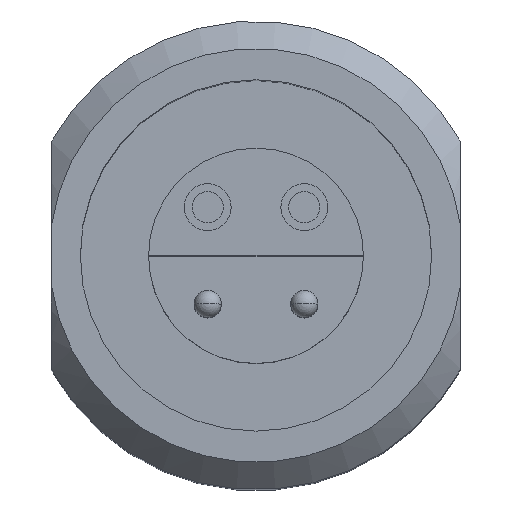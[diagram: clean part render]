
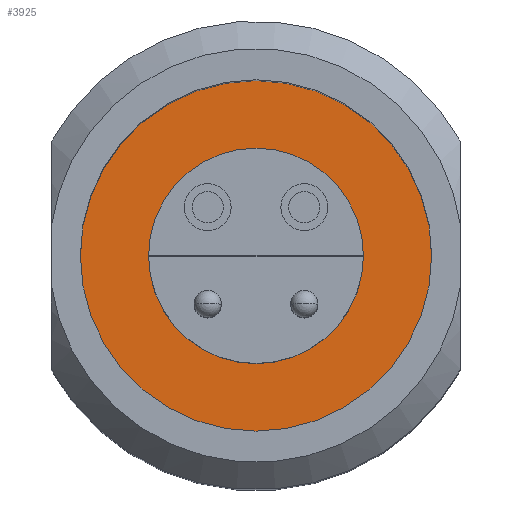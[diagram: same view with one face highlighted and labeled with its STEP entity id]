
A CAD part, top view. The second image highlights one B-rep face of the part: STEP entity #3925.
In plain terms, the highlighted planar face has unit normal (0, 0, 1).
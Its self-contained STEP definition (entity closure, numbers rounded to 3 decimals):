
#3857=CARTESIAN_POINT('',(4.5,0.0,7.));
#3858=VERTEX_POINT('',#3857);
#3874=CARTESIAN_POINT('',(-4.5,0.,7.));
#3875=VERTEX_POINT('',#3874);
#3882=CARTESIAN_POINT('',(0.0,0.0,7.));
#3883=DIRECTION('',(0.0,0.0,1.0));
#3884=DIRECTION('',(1.0,0.0,0.0));
#3885=AXIS2_PLACEMENT_3D('',#3882,#3883,#3884);
#3886=CIRCLE('',#3885,4.5);
#3887=EDGE_CURVE('',#3858,#3875,#3886,.T.);
#3898=CARTESIAN_POINT('',(0.0,0.0,7.));
#3899=DIRECTION('',(0.0,0.0,1.0));
#3900=DIRECTION('',(1.0,0.0,0.0));
#3901=AXIS2_PLACEMENT_3D('',#3898,#3899,#3900);
#3902=CIRCLE('',#3901,4.5);
#3903=EDGE_CURVE('',#3875,#3858,#3902,.T.);
#3916=CARTESIAN_POINT('',(0.0,0.0,7.));
#3917=DIRECTION('',(0.0,0.0,1.0));
#3918=DIRECTION('',(1.0,0.0,0.0));
#3919=AXIS2_PLACEMENT_3D('',#3916,#3917,#3918);
#3920=PLANE('',#3919);
#3921=ORIENTED_EDGE('',*,*,#3887,.T.);
#3922=ORIENTED_EDGE('',*,*,#3903,.T.);
#3923=EDGE_LOOP('',(#3921,#3922));
#3924=FACE_OUTER_BOUND('',#3923,.T.);
#3925=ADVANCED_FACE('',(#3924),#3920,.T.);
